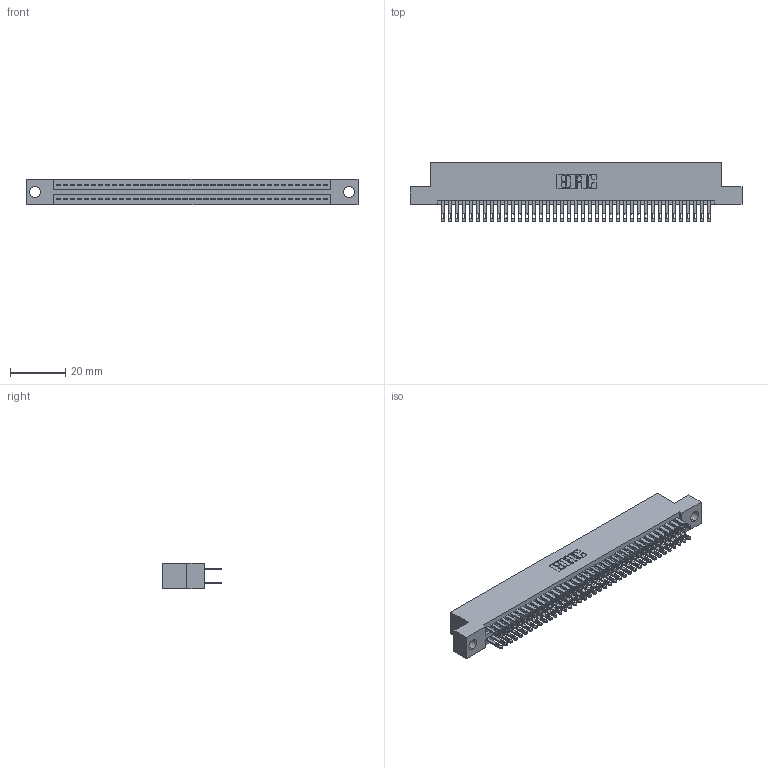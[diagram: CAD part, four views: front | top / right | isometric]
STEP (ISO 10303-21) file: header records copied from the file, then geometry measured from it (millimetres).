
FILE_DESCRIPTION (( 'STEP AP203' ), '1' );
FILE_NAME ('345-078-500-204.STEP', '2018-10-02T18:56:31', ( '' ), ( '' ), 'SwSTEP 2.0', 'SolidWorks 2016', '' );
FILE_SCHEMA (( 'CONFIG_CONTROL_DESIGN' ));
Length unit declared in the file: inch
Products named in the file (3): 345-292-001_345-293-100; 345-078-500-204; 345 Part_Flush Mounting Lugs - 0.156 Dia-TH
Assembly tree (79 placements, depth 2):
  345-078-500-204
    345 Part_Flush Mounting Lugs - 0.156 Dia-TH
    345-292-001_345-293-100  x78
Bounding box: 120.27 x 21.51 x 9.4 mm (x, y, z)
Volume: 11805.7 mm3; surface area: 18003.4 mm2
Topology: 79 solids, 79 shells, 3714 faces, 11339 edges, 7558 vertices
Faces by surface type: plane 2186, cylinder 1528
Entity records: 30937 total; most frequent: CARTESIAN_POINT 5188, ORIENTED_EDGE 5122, DIRECTION 4581, EDGE_CURVE 2561, VECTOR 2269, LINE 2269, VERTEX_POINT 1706, AXIS2_PLACEMENT_3D 1156
